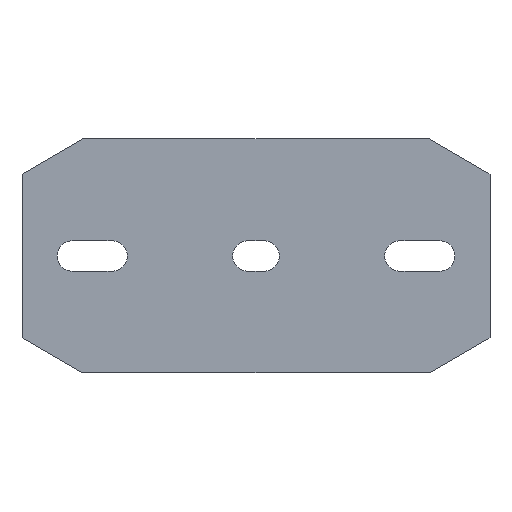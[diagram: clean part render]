
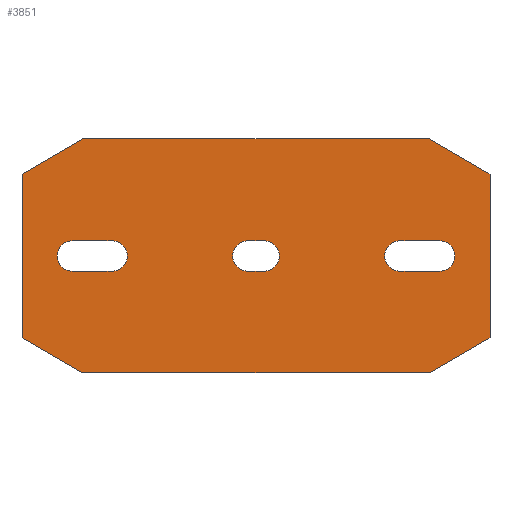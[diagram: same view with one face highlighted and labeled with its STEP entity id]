
A CAD part, front view. The second image highlights one B-rep face of the part: STEP entity #3851.
In plain terms, the highlighted planar face has unit normal (0, -1, 0).
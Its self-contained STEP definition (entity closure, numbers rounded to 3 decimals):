
#2=DIRECTION('',(-0.866,0.,0.5));
#3=VECTOR('',#2,30.);
#4=CARTESIAN_POINT('',(-74.019,0.,-50.));
#5=LINE('',#4,#3);
#6=DIRECTION('',(0.,0.,1.));
#7=VECTOR('',#6,70.);
#8=CARTESIAN_POINT('',(-100.,0.,-35.));
#9=LINE('',#8,#7);
#10=DIRECTION('',(0.866,0.,0.5));
#11=VECTOR('',#10,30.);
#12=CARTESIAN_POINT('',(-100.,0.,35.));
#13=LINE('',#12,#11);
#14=DIRECTION('',(1.,0.,0.));
#15=VECTOR('',#14,148.038);
#16=CARTESIAN_POINT('',(-74.019,0.,50.));
#17=LINE('',#16,#15);
#18=DIRECTION('',(0.866,0.,-0.5));
#19=VECTOR('',#18,30.);
#20=CARTESIAN_POINT('',(74.019,0.,50.));
#21=LINE('',#20,#19);
#22=DIRECTION('',(0.,0.,-1.));
#23=VECTOR('',#22,70.);
#24=CARTESIAN_POINT('',(100.,0.,35.));
#25=LINE('',#24,#23);
#26=DIRECTION('',(-0.866,0.,-0.5));
#27=VECTOR('',#26,30.);
#28=CARTESIAN_POINT('',(100.,0.,-35.));
#29=LINE('',#28,#27);
#30=DIRECTION('',(-1.,0.,0.));
#31=VECTOR('',#30,148.038);
#32=CARTESIAN_POINT('',(74.019,0.,-50.));
#33=LINE('',#32,#31);
#34=CARTESIAN_POINT('',(-78.5,0.,0.));
#35=DIRECTION('',(0.,1.,0.));
#36=DIRECTION('',(0.,0.,-1.));
#37=AXIS2_PLACEMENT_3D('',#34,#35,#36);
#39=DIRECTION('',(-1.,0.,0.));
#40=VECTOR('',#39,17.);
#41=CARTESIAN_POINT('',(-61.5,0.,-6.5));
#42=LINE('',#41,#40);
#43=CARTESIAN_POINT('',(-61.5,0.,0.));
#44=DIRECTION('',(0.,1.,0.));
#45=DIRECTION('',(0.,0.,1.));
#46=AXIS2_PLACEMENT_3D('',#43,#44,#45);
#48=DIRECTION('',(1.,0.,0.));
#49=VECTOR('',#48,17.);
#50=CARTESIAN_POINT('',(-78.5,0.,6.5));
#51=LINE('',#50,#49);
#52=CARTESIAN_POINT('',(78.5,0.,0.));
#53=DIRECTION('',(0.,-1.,0.));
#54=DIRECTION('',(0.,0.,-1.));
#55=AXIS2_PLACEMENT_3D('',#52,#53,#54);
#57=DIRECTION('',(-1.,0.,0.));
#58=VECTOR('',#57,17.);
#59=CARTESIAN_POINT('',(78.5,0.,6.5));
#60=LINE('',#59,#58);
#61=CARTESIAN_POINT('',(61.5,0.,0.));
#62=DIRECTION('',(0.,-1.,0.));
#63=DIRECTION('',(0.,0.,1.));
#64=AXIS2_PLACEMENT_3D('',#61,#62,#63);
#66=DIRECTION('',(1.,0.,0.));
#67=VECTOR('',#66,17.);
#68=CARTESIAN_POINT('',(61.5,0.,-6.5));
#69=LINE('',#68,#67);
#70=CARTESIAN_POINT('',(-3.5,0.,0.));
#71=DIRECTION('',(0.,1.,0.));
#72=DIRECTION('',(0.,0.,-1.));
#73=AXIS2_PLACEMENT_3D('',#70,#71,#72);
#75=DIRECTION('',(-1.,0.,0.));
#76=VECTOR('',#75,7.);
#77=CARTESIAN_POINT('',(3.5,0.,-6.5));
#78=LINE('',#77,#76);
#79=CARTESIAN_POINT('',(3.5,0.,0.));
#80=DIRECTION('',(0.,1.,0.));
#81=DIRECTION('',(0.,0.,1.));
#82=AXIS2_PLACEMENT_3D('',#79,#80,#81);
#84=DIRECTION('',(1.,0.,0.));
#85=VECTOR('',#84,7.);
#86=CARTESIAN_POINT('',(-3.5,0.,6.5));
#87=LINE('',#86,#85);
#2902=CARTESIAN_POINT('',(-74.019,0.,-50.));
#2903=CARTESIAN_POINT('',(-100.,0.,-35.));
#2904=VERTEX_POINT('',#2902);
#2905=VERTEX_POINT('',#2903);
#2906=CARTESIAN_POINT('',(-100.,0.,35.));
#2907=VERTEX_POINT('',#2906);
#2908=CARTESIAN_POINT('',(-74.019,0.,50.));
#2909=VERTEX_POINT('',#2908);
#2910=CARTESIAN_POINT('',(74.019,0.,50.));
#2911=VERTEX_POINT('',#2910);
#2912=CARTESIAN_POINT('',(100.,0.,35.));
#2913=VERTEX_POINT('',#2912);
#2914=CARTESIAN_POINT('',(100.,0.,-35.));
#2915=VERTEX_POINT('',#2914);
#2916=CARTESIAN_POINT('',(74.019,0.,-50.));
#2917=VERTEX_POINT('',#2916);
#2934=CARTESIAN_POINT('',(-78.5,0.,-6.5));
#2935=CARTESIAN_POINT('',(-78.5,0.,6.5));
#2936=VERTEX_POINT('',#2934);
#2937=VERTEX_POINT('',#2935);
#2938=CARTESIAN_POINT('',(-61.5,0.,6.5));
#2939=VERTEX_POINT('',#2938);
#2940=CARTESIAN_POINT('',(-61.5,0.,-6.5));
#2941=VERTEX_POINT('',#2940);
#2950=CARTESIAN_POINT('',(78.5,0.,-6.5));
#2951=CARTESIAN_POINT('',(78.5,0.,6.5));
#2952=VERTEX_POINT('',#2950);
#2953=VERTEX_POINT('',#2951);
#2954=CARTESIAN_POINT('',(61.5,0.,6.5));
#2955=VERTEX_POINT('',#2954);
#2956=CARTESIAN_POINT('',(61.5,0.,-6.5));
#2957=VERTEX_POINT('',#2956);
#2966=CARTESIAN_POINT('',(-3.5,0.,-6.5));
#2967=CARTESIAN_POINT('',(-3.5,0.,6.5));
#2968=VERTEX_POINT('',#2966);
#2969=VERTEX_POINT('',#2967);
#2970=CARTESIAN_POINT('',(3.5,0.,6.5));
#2971=VERTEX_POINT('',#2970);
#2972=CARTESIAN_POINT('',(3.5,0.,-6.5));
#2973=VERTEX_POINT('',#2972);
#3798=CARTESIAN_POINT('',(0.,0.,0.));
#3799=DIRECTION('',(0.,1.,0.));
#3800=DIRECTION('',(1.,0.,0.));
#3801=AXIS2_PLACEMENT_3D('',#3798,#3799,#3800);
#3802=PLANE('',#3801);
#3804=ORIENTED_EDGE('',*,*,#3803,.T.);
#3806=ORIENTED_EDGE('',*,*,#3805,.T.);
#3808=ORIENTED_EDGE('',*,*,#3807,.T.);
#3810=ORIENTED_EDGE('',*,*,#3809,.T.);
#3812=ORIENTED_EDGE('',*,*,#3811,.T.);
#3814=ORIENTED_EDGE('',*,*,#3813,.T.);
#3816=ORIENTED_EDGE('',*,*,#3815,.T.);
#3818=ORIENTED_EDGE('',*,*,#3817,.T.);
#3819=EDGE_LOOP('',(#3804,#3806,#3808,#3810,#3812,#3814,#3816,#3818));
#3820=FACE_OUTER_BOUND('',#3819,.F.);
#3822=ORIENTED_EDGE('',*,*,#3821,.F.);
#3824=ORIENTED_EDGE('',*,*,#3823,.F.);
#3826=ORIENTED_EDGE('',*,*,#3825,.F.);
#3828=ORIENTED_EDGE('',*,*,#3827,.F.);
#3829=EDGE_LOOP('',(#3822,#3824,#3826,#3828));
#3830=FACE_BOUND('',#3829,.F.);
#3832=ORIENTED_EDGE('',*,*,#3831,.T.);
#3834=ORIENTED_EDGE('',*,*,#3833,.T.);
#3836=ORIENTED_EDGE('',*,*,#3835,.T.);
#3838=ORIENTED_EDGE('',*,*,#3837,.T.);
#3839=EDGE_LOOP('',(#3832,#3834,#3836,#3838));
#3840=FACE_BOUND('',#3839,.F.);
#3842=ORIENTED_EDGE('',*,*,#3841,.F.);
#3844=ORIENTED_EDGE('',*,*,#3843,.F.);
#3846=ORIENTED_EDGE('',*,*,#3845,.F.);
#3848=ORIENTED_EDGE('',*,*,#3847,.F.);
#3849=EDGE_LOOP('',(#3842,#3844,#3846,#3848));
#3850=FACE_BOUND('',#3849,.F.);
#3851=ADVANCED_FACE('',(#3820,#3830,#3840,#3850),#3802,.F.);
#38=CIRCLE('',#37,6.5);
#47=CIRCLE('',#46,6.5);
#56=CIRCLE('',#55,6.5);
#65=CIRCLE('',#64,6.5);
#74=CIRCLE('',#73,6.5);
#83=CIRCLE('',#82,6.5);
#3803=EDGE_CURVE('',#2904,#2905,#5,.T.);
#3805=EDGE_CURVE('',#2905,#2907,#9,.T.);
#3807=EDGE_CURVE('',#2907,#2909,#13,.T.);
#3809=EDGE_CURVE('',#2909,#2911,#17,.T.);
#3811=EDGE_CURVE('',#2911,#2913,#21,.T.);
#3813=EDGE_CURVE('',#2913,#2915,#25,.T.);
#3815=EDGE_CURVE('',#2915,#2917,#29,.T.);
#3817=EDGE_CURVE('',#2917,#2904,#33,.T.);
#3821=EDGE_CURVE('',#2936,#2937,#38,.T.);
#3823=EDGE_CURVE('',#2941,#2936,#42,.T.);
#3825=EDGE_CURVE('',#2939,#2941,#47,.T.);
#3827=EDGE_CURVE('',#2937,#2939,#51,.T.);
#3831=EDGE_CURVE('',#2952,#2953,#56,.T.);
#3833=EDGE_CURVE('',#2953,#2955,#60,.T.);
#3835=EDGE_CURVE('',#2955,#2957,#65,.T.);
#3837=EDGE_CURVE('',#2957,#2952,#69,.T.);
#3841=EDGE_CURVE('',#2968,#2969,#74,.T.);
#3843=EDGE_CURVE('',#2973,#2968,#78,.T.);
#3845=EDGE_CURVE('',#2971,#2973,#83,.T.);
#3847=EDGE_CURVE('',#2969,#2971,#87,.T.);
